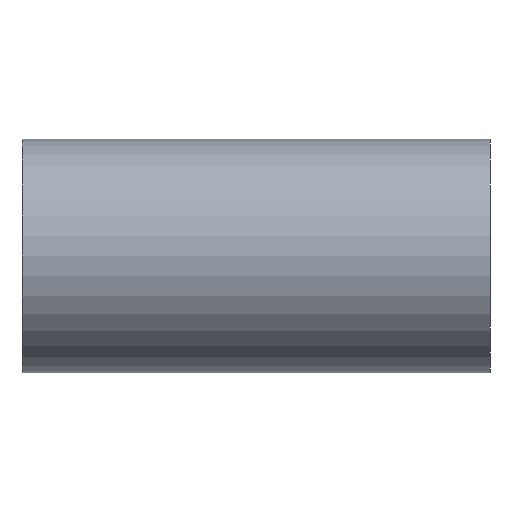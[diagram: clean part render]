
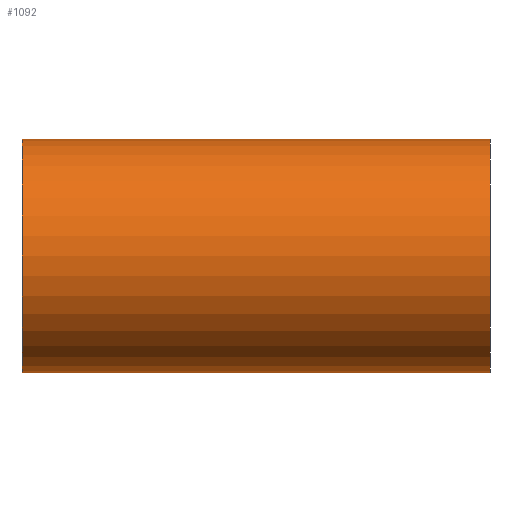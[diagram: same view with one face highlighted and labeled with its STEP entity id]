
A CAD part, left-side view. The second image highlights one B-rep face of the part: STEP entity #1092.
In plain terms, the highlighted cylindrical face has radius 6.346 mm (diameter 12.692 mm), a partial arc.
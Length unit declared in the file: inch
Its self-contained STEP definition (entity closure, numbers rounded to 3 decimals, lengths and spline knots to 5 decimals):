
#178 = ORIENTED_EDGE ( 'NONE', *, *, #1866, .T. ) ;
#202 = VERTEX_POINT ( 'NONE', #282 ) ;
#282 = CARTESIAN_POINT ( 'NONE',  ( 0., 0., 0.24985 ) ) ;
#328 = CARTESIAN_POINT ( 'NONE',  ( 0., 0., -0.24985 ) ) ;
#387 = LINE ( 'NONE', #1347, #1090 ) ;
#508 = DIRECTION ( 'NONE',  ( 0., -1., 0. ) ) ;
#548 = DIRECTION ( 'NONE',  ( 0., -1., 0. ) ) ;
#583 = DIRECTION ( 'NONE',  ( 0., 1., 0. ) ) ;
#620 = ORIENTED_EDGE ( 'NONE', *, *, #1380, .F. ) ;
#622 = CARTESIAN_POINT ( 'NONE',  ( 0., 1., -0.24985 ) ) ;
#628 = AXIS2_PLACEMENT_3D ( 'NONE', #1496, #583, #1646 ) ;
#661 = CARTESIAN_POINT ( 'NONE',  ( 0., 1., 0.24985 ) ) ;
#787 = DIRECTION ( 'NONE',  ( 0., 0., -1. ) ) ;
#813 = CARTESIAN_POINT ( 'NONE',  ( 0., 0., 0. ) ) ;
#865 = LINE ( 'NONE', #1461, #1005 ) ;
#899 = EDGE_LOOP ( 'NONE', ( #981, #620, #1016, #178 ) ) ;
#911 = CIRCLE ( 'NONE', #1625, 0.24985 ) ;
#934 = AXIS2_PLACEMENT_3D ( 'NONE', #1717, #508, #787 ) ;
#940 = EDGE_CURVE ( 'NONE', #1802, #202, #387, .T. ) ;
#945 = DIRECTION ( 'NONE',  ( 0., 0., 1. ) ) ;
#981 = ORIENTED_EDGE ( 'NONE', *, *, #940, .F. ) ;
#1005 = VECTOR ( 'NONE', #548, 39.37008 ) ;
#1016 = ORIENTED_EDGE ( 'NONE', *, *, #1904, .T. ) ;
#1030 = VERTEX_POINT ( 'NONE', #622 ) ;
#1090 = VECTOR ( 'NONE', #1178, 39.37008 ) ;
#1092 = ADVANCED_FACE ( 'NONE', ( #1376 ), #1894, .T. ) ;
#1178 = DIRECTION ( 'NONE',  ( 0., -1., 0. ) ) ;
#1260 = VERTEX_POINT ( 'NONE', #328 ) ;
#1347 = CARTESIAN_POINT ( 'NONE',  ( 0., 1., 0.24985 ) ) ;
#1376 = FACE_OUTER_BOUND ( 'NONE', #899, .T. ) ;
#1380 = EDGE_CURVE ( 'NONE', #1030, #1802, #1756, .T. ) ;
#1461 = CARTESIAN_POINT ( 'NONE',  ( 0., 1., -0.24985 ) ) ;
#1496 = CARTESIAN_POINT ( 'NONE',  ( 0., 1., 0. ) ) ;
#1625 = AXIS2_PLACEMENT_3D ( 'NONE', #813, #1886, #945 ) ;
#1646 = DIRECTION ( 'NONE',  ( 0., 0., 1. ) ) ;
#1717 = CARTESIAN_POINT ( 'NONE',  ( 0., 1., 0. ) ) ;
#1756 = CIRCLE ( 'NONE', #628, 0.24985 ) ;
#1802 = VERTEX_POINT ( 'NONE', #661 ) ;
#1866 = EDGE_CURVE ( 'NONE', #1260, #202, #911, .T. ) ;
#1886 = DIRECTION ( 'NONE',  ( 0., 1., 0. ) ) ;
#1894 = CYLINDRICAL_SURFACE ( 'NONE', #934, 0.24985 ) ;
#1904 = EDGE_CURVE ( 'NONE', #1030, #1260, #865, .T. ) ;
